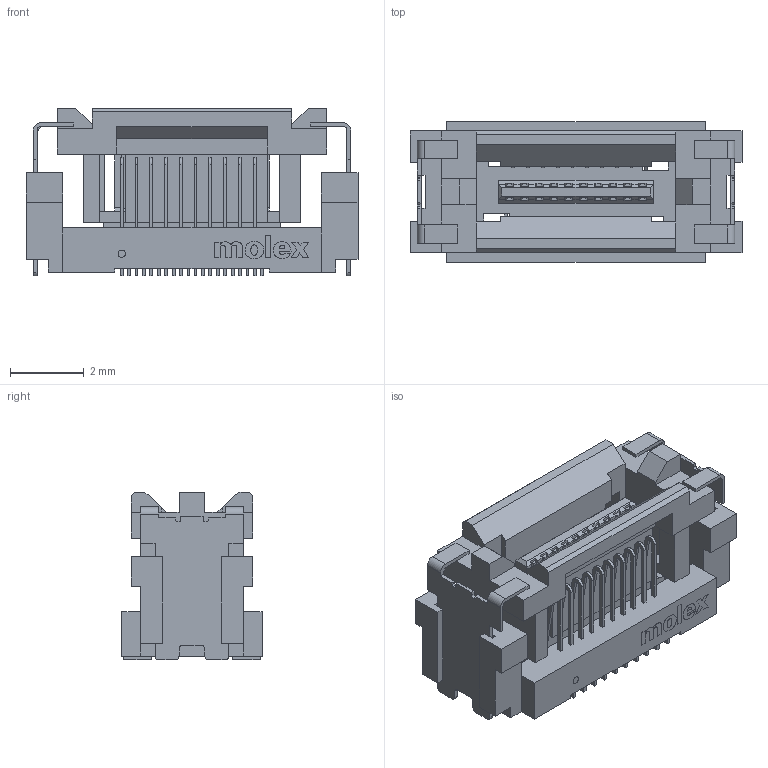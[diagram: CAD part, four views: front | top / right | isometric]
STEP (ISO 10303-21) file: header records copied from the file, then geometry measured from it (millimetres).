
FILE_DESCRIPTION(/* description */ (''),/* implementation_level */ '2;1');
FILE_NAME(/* name */ 'Molex 2039560203.stp',/* time_stamp */ '2020-07-02T19:14:47-04:00',/* author */ ('Ricardo'),/* organization */ (''),/* preprocessor_version */ 'ST-DEVELOPER v18.1',/* originating_system */ 'Autodesk Inventor 2021',/* authorisation */ '');
FILE_SCHEMA (('AUTOMOTIVE_DESIGN { 1 0 10303 214 3 1 1 }'));
Length unit declared in the file: millimetre
Products named in the file (7): Molex 2039560203; 2039560203 Gold; 2039560203_PART1 Gold; 2039560203_PART2 Gold; 2039560203_PART3 Gold; pins; logo
Assembly tree (6 placements, depth 3):
  Molex 2039560203
    2039560203 Gold
      2039560203_PART1 Gold
      2039560203_PART2 Gold
      2039560203_PART3 Gold
    pins
    logo
Bounding box: 9 x 3.8 x 4.55 mm (x, y, z)
Volume: 60.6 mm3; surface area: 412 mm2
Topology: 89 solids, 89 shells, 1373 faces, 3563 edges, 2345 vertices
Faces by surface type: plane 1245, cylinder 68, bspline 60
Full cylindrical faces by diameter (mm): 0.2 x1
Entity records: 41715 total; most frequent: CARTESIAN_POINT 7874, ORIENTED_EDGE 7126, DIRECTION 6337, EDGE_CURVE 3563, LINE 3305, VECTOR 3305, VERTEX_POINT 2345, AXIS2_PLACEMENT_3D 1516
